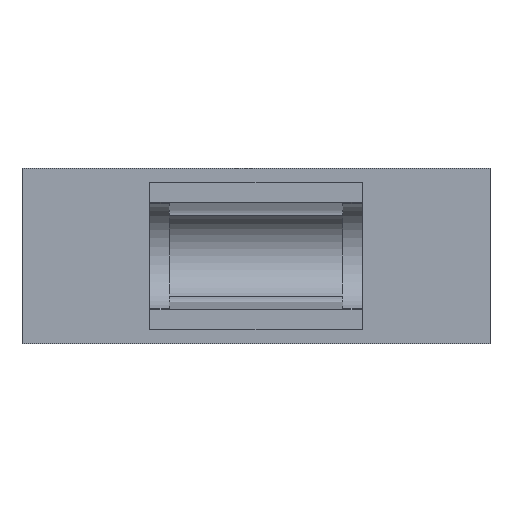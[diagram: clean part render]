
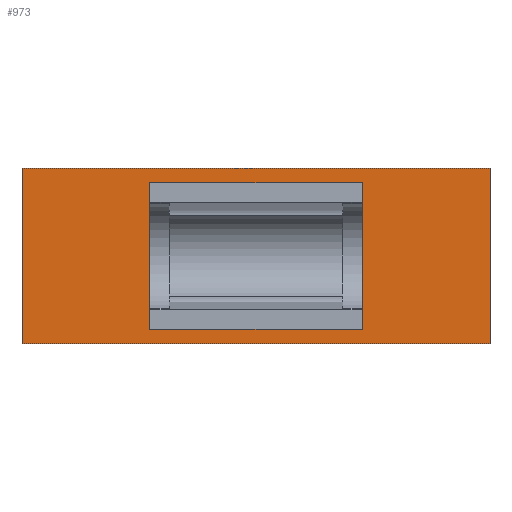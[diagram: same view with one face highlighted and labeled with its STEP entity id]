
A CAD part, front view. The second image highlights one B-rep face of the part: STEP entity #973.
In plain terms, the highlighted planar face has unit normal (0, -1, 0).
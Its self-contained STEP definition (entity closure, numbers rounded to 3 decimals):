
#22 = VECTOR ( 'NONE', #587, 1000. ) ;
#26 = VECTOR ( 'NONE', #575, 1000. ) ;
#52 = VECTOR ( 'NONE', #494, 1000. ) ;
#54 = VECTOR ( 'NONE', #491, 1000. ) ;
#55 = VECTOR ( 'NONE', #488, 1000. ) ;
#82 = VECTOR ( 'NONE', #404, 1000. ) ;
#84 = VECTOR ( 'NONE', #401, 1000. ) ;
#89 = VECTOR ( 'NONE', #388, 1000. ) ;
#105 = EDGE_LOOP ( 'NONE', ( #223, #216, #244, #225 ) ) ;
#120 = EDGE_LOOP ( 'NONE', ( #218, #213, #224, #215 ) ) ;
#126 = VERTEX_POINT ( 'NONE', #330 ) ;
#130 = VERTEX_POINT ( 'NONE', #334 ) ;
#136 = VERTEX_POINT ( 'NONE', #340 ) ;
#154 = VERTEX_POINT ( 'NONE', #358 ) ;
#158 = VERTEX_POINT ( 'NONE', #362 ) ;
#160 = VERTEX_POINT ( 'NONE', #364 ) ;
#161 = VERTEX_POINT ( 'NONE', #365 ) ;
#162 = VERTEX_POINT ( 'NONE', #366 ) ;
#213 = ORIENTED_EDGE ( 'NONE', *, *, #900, .T. ) ;
#215 = ORIENTED_EDGE ( 'NONE', *, *, #901, .F. ) ;
#216 = ORIENTED_EDGE ( 'NONE', *, *, #899, .F. ) ;
#218 = ORIENTED_EDGE ( 'NONE', *, *, #854, .F. ) ;
#223 = ORIENTED_EDGE ( 'NONE', *, *, #938, .F. ) ;
#224 = ORIENTED_EDGE ( 'NONE', *, *, #853, .T. ) ;
#225 = ORIENTED_EDGE ( 'NONE', *, *, #942, .F. ) ;
#244 = ORIENTED_EDGE ( 'NONE', *, *, #849, .F. ) ;
#330 = CARTESIAN_POINT ( 'NONE',  ( 5.45, 0., -3.75 ) ) ;
#334 = CARTESIAN_POINT ( 'NONE',  ( 12., 0., -4.5 ) ) ;
#340 = CARTESIAN_POINT ( 'NONE',  ( 12., 0., 4.5 ) ) ;
#358 = CARTESIAN_POINT ( 'NONE',  ( -12., 0., -4.5 ) ) ;
#362 = CARTESIAN_POINT ( 'NONE',  ( -5.45, 0., -3.75 ) ) ;
#364 = CARTESIAN_POINT ( 'NONE',  ( 5.45, 0., 3.75 ) ) ;
#365 = CARTESIAN_POINT ( 'NONE',  ( -12., 0., 4.5 ) ) ;
#366 = CARTESIAN_POINT ( 'NONE',  ( -5.45, 0., 3.75 ) ) ;
#386 = LINE ( 'NONE', #387, #89 ) ;
#387 = CARTESIAN_POINT ( 'NONE',  ( -12., 0., 4.5 ) ) ;
#388 = DIRECTION ( 'NONE',  ( 0., 0., 1. ) ) ;
#399 = LINE ( 'NONE', #400, #84 ) ;
#400 = CARTESIAN_POINT ( 'NONE',  ( -5.45, 0., 3.75 ) ) ;
#401 = DIRECTION ( 'NONE',  ( 0., 0., 1. ) ) ;
#402 = LINE ( 'NONE', #403, #82 ) ;
#403 = CARTESIAN_POINT ( 'NONE',  ( 5.45, 0., 3.75 ) ) ;
#404 = DIRECTION ( 'NONE',  ( 0., 0., 1. ) ) ;
#486 = LINE ( 'NONE', #487, #55 ) ;
#487 = CARTESIAN_POINT ( 'NONE',  ( -12., 0., 4.5 ) ) ;
#488 = DIRECTION ( 'NONE',  ( 1., 0., 0. ) ) ;
#489 = LINE ( 'NONE', #490, #54 ) ;
#490 = CARTESIAN_POINT ( 'NONE',  ( 5.45, 0., -3.75 ) ) ;
#491 = DIRECTION ( 'NONE',  ( -1., 0., 0. ) ) ;
#492 = LINE ( 'NONE', #493, #52 ) ;
#493 = CARTESIAN_POINT ( 'NONE',  ( 5.45, 0., 3.75 ) ) ;
#494 = DIRECTION ( 'NONE',  ( -1., 0., 0. ) ) ;
#573 = LINE ( 'NONE', #574, #26 ) ;
#574 = CARTESIAN_POINT ( 'NONE',  ( 12., 0., 4.5 ) ) ;
#575 = DIRECTION ( 'NONE',  ( 0., 0., -1. ) ) ;
#585 = LINE ( 'NONE', #586, #22 ) ;
#586 = CARTESIAN_POINT ( 'NONE',  ( -12., 0., -4.5 ) ) ;
#587 = DIRECTION ( 'NONE',  ( -1., 0., 0. ) ) ;
#692 = PLANE ( 'NONE',  #808 ) ;
#693 = CARTESIAN_POINT ( 'NONE',  ( 0., 0., 0. ) ) ;
#694 = DIRECTION ( 'NONE',  ( 0., -1., 0. ) ) ;
#695 = DIRECTION ( 'NONE',  ( 0., 0., -1. ) ) ;
#777 = FACE_BOUND ( 'NONE', #120, .T. ) ;
#805 = FACE_OUTER_BOUND ( 'NONE', #105, .T. ) ;
#808 = AXIS2_PLACEMENT_3D ( 'NONE', #693, #694, #695 ) ;
#849 = EDGE_CURVE ( 'NONE', #154, #161, #386, .T. ) ;
#853 = EDGE_CURVE ( 'NONE', #158, #162, #399, .T. ) ;
#854 = EDGE_CURVE ( 'NONE', #126, #160, #402, .T. ) ;
#899 = EDGE_CURVE ( 'NONE', #161, #136, #486, .T. ) ;
#900 = EDGE_CURVE ( 'NONE', #126, #158, #489, .T. ) ;
#901 = EDGE_CURVE ( 'NONE', #160, #162, #492, .T. ) ;
#938 = EDGE_CURVE ( 'NONE', #136, #130, #573, .T. ) ;
#942 = EDGE_CURVE ( 'NONE', #130, #154, #585, .T. ) ;
#973 = ADVANCED_FACE ( 'NONE', ( #777, #805 ), #692, .T. ) ;
